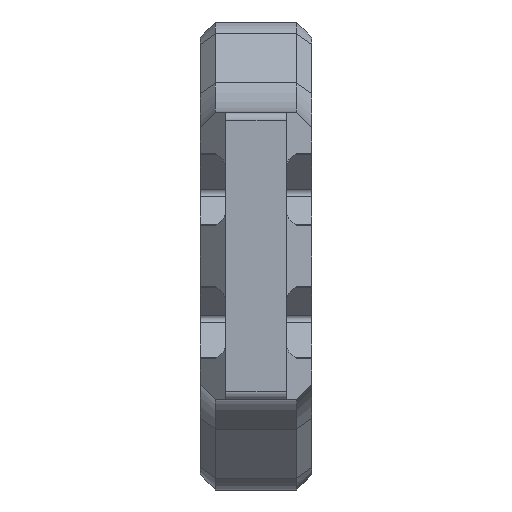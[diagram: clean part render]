
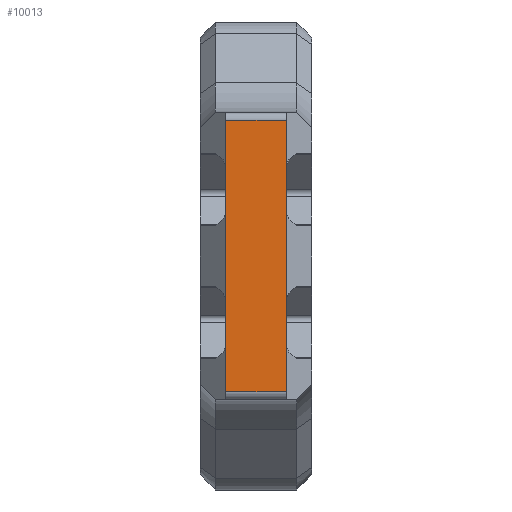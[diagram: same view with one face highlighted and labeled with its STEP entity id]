
A CAD part, left-side view. The second image highlights one B-rep face of the part: STEP entity #10013.
In plain terms, the highlighted planar face has unit normal (-1, 0, 0).
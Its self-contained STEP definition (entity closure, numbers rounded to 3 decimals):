
#400=PLANE('',#10933);
#866=FACE_OUTER_BOUND('',#1517,.T.);
#1517=EDGE_LOOP('',(#8878,#8879,#8880,#8881));
#2531=LINE('',#16430,#3561);
#2544=LINE('',#16456,#3574);
#2549=LINE('',#16475,#3579);
#2603=LINE('',#16612,#3633);
#3561=VECTOR('',#13411,10.);
#3574=VECTOR('',#13430,10.);
#3579=VECTOR('',#13447,10.);
#3633=VECTOR('',#13587,10.);
#4993=VERTEX_POINT('',#16427);
#4994=VERTEX_POINT('',#16429);
#5004=VERTEX_POINT('',#16455);
#5012=VERTEX_POINT('',#16474);
#6337=EDGE_CURVE('',#4993,#4994,#2531,.T.);
#6351=EDGE_CURVE('',#5004,#4994,#2544,.T.);
#6361=EDGE_CURVE('',#5004,#5012,#2549,.T.);
#6428=EDGE_CURVE('',#4993,#5012,#2603,.T.);
#8878=ORIENTED_EDGE('',*,*,#6337,.F.);
#8879=ORIENTED_EDGE('',*,*,#6428,.T.);
#8880=ORIENTED_EDGE('',*,*,#6361,.F.);
#8881=ORIENTED_EDGE('',*,*,#6351,.T.);
#10013=ADVANCED_FACE('',(#866),#400,.T.);
#10933=AXIS2_PLACEMENT_3D('',#16611,#13585,#13586);
#13411=DIRECTION('',(0.,1.,0.));
#13430=DIRECTION('',(0.,0.,-1.));
#13447=DIRECTION('',(0.,-1.,0.));
#13585=DIRECTION('center_axis',(-1.,0.,0.));
#13586=DIRECTION('ref_axis',(0.,0.,1.));
#13587=DIRECTION('',(0.,0.,1.));
#16427=CARTESIAN_POINT('',(-393.155,50.,184.795));
#16429=CARTESIAN_POINT('',(-393.155,62.,184.795));
#16430=CARTESIAN_POINT('',(-393.155,60.,184.795));
#16455=CARTESIAN_POINT('',(-393.155,62.,238.364));
#16456=CARTESIAN_POINT('',(-393.155,62.,197.437));
#16474=CARTESIAN_POINT('',(-393.155,50.,238.364));
#16475=CARTESIAN_POINT('',(-393.155,60.,238.364));
#16611=CARTESIAN_POINT('Origin',(-393.155,69.,183.295));
#16612=CARTESIAN_POINT('',(-393.155,50.,197.437));
